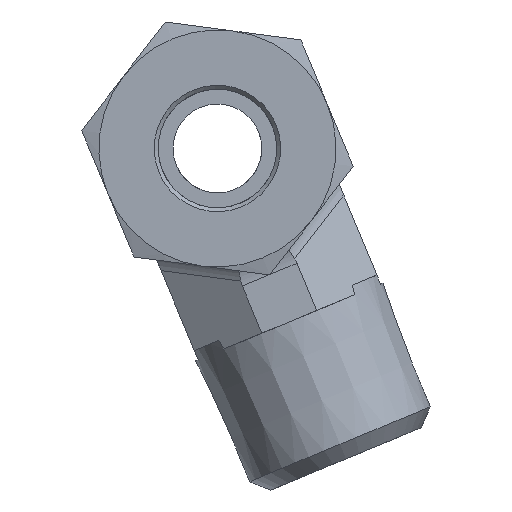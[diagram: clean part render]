
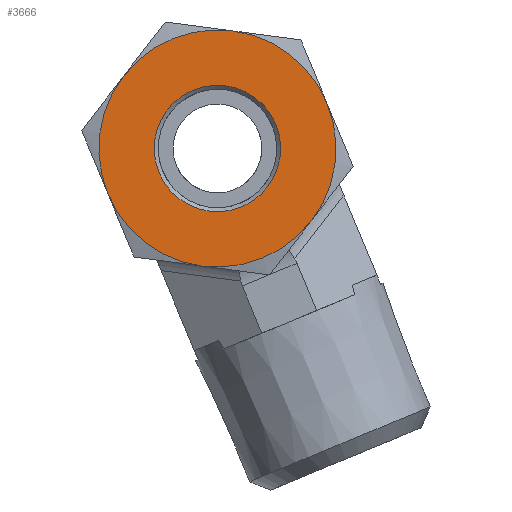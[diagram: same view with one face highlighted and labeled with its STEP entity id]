
A CAD part, front view. The second image highlights one B-rep face of the part: STEP entity #3666.
In plain terms, the highlighted face is planar.
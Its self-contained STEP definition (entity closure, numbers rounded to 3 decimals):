
#3570=CARTESIAN_POINT('',(3.2,0.,11.5));
#3571=VERTEX_POINT('',#3570);
#3572=CARTESIAN_POINT('',(0.0,0.0,11.5));
#3573=DIRECTION('',(0.0,0.0,1.0));
#3574=DIRECTION('',(-1.0,0.0,0.0));
#3575=AXIS2_PLACEMENT_3D('',#3572,#3573,#3574);
#3576=CIRCLE('',#3575,3.2);
#3577=EDGE_CURVE('',#3571,#3571,#3576,.T.);
#3602=CARTESIAN_POINT('',(0.,0.0,11.5));
#3603=DIRECTION('',(0.0,0.0,1.0));
#3604=DIRECTION('',(1.0,0.0,0.0));
#3605=AXIS2_PLACEMENT_3D('',#3602,#3603,#3604);
#3606=PLANE('',#3605);
#3607=CARTESIAN_POINT('',(-3.,-5.196,11.5));
#3608=VERTEX_POINT('',#3607);
#3609=CARTESIAN_POINT('',(3.,-5.196,11.5));
#3610=VERTEX_POINT('',#3609);
#3611=CARTESIAN_POINT('',(0.0,0.0,11.5));
#3612=DIRECTION('',(0.0,0.0,1.0));
#3613=DIRECTION('',(-0.5,-0.866,0.0));
#3614=AXIS2_PLACEMENT_3D('',#3611,#3612,#3613);
#3615=CIRCLE('',#3614,6.);
#3616=EDGE_CURVE('',#3608,#3610,#3615,.T.);
#3617=ORIENTED_EDGE('',*,*,#3616,.T.);
#3618=CARTESIAN_POINT('',(6.0,0.,11.5));
#3619=VERTEX_POINT('',#3618);
#3620=CARTESIAN_POINT('',(0.0,0.0,11.5));
#3621=DIRECTION('',(0.0,0.0,1.0));
#3622=DIRECTION('',(-0.5,-0.866,0.0));
#3623=AXIS2_PLACEMENT_3D('',#3620,#3621,#3622);
#3624=CIRCLE('',#3623,6.);
#3625=EDGE_CURVE('',#3610,#3619,#3624,.T.);
#3626=ORIENTED_EDGE('',*,*,#3625,.T.);
#3627=CARTESIAN_POINT('',(3.0,5.196,11.5));
#3628=VERTEX_POINT('',#3627);
#3629=CARTESIAN_POINT('',(0.0,0.0,11.5));
#3630=DIRECTION('',(0.0,0.0,1.0));
#3631=DIRECTION('',(-0.5,-0.866,0.0));
#3632=AXIS2_PLACEMENT_3D('',#3629,#3630,#3631);
#3633=CIRCLE('',#3632,6.);
#3634=EDGE_CURVE('',#3619,#3628,#3633,.T.);
#3635=ORIENTED_EDGE('',*,*,#3634,.T.);
#3636=CARTESIAN_POINT('',(-3.,5.196,11.5));
#3637=VERTEX_POINT('',#3636);
#3638=CARTESIAN_POINT('',(0.0,0.0,11.5));
#3639=DIRECTION('',(0.0,0.0,1.0));
#3640=DIRECTION('',(-0.5,-0.866,0.0));
#3641=AXIS2_PLACEMENT_3D('',#3638,#3639,#3640);
#3642=CIRCLE('',#3641,6.);
#3643=EDGE_CURVE('',#3628,#3637,#3642,.T.);
#3644=ORIENTED_EDGE('',*,*,#3643,.T.);
#3645=CARTESIAN_POINT('',(-6.,0.0,11.5));
#3646=VERTEX_POINT('',#3645);
#3647=CARTESIAN_POINT('',(0.0,0.0,11.5));
#3648=DIRECTION('',(0.0,0.0,1.0));
#3649=DIRECTION('',(-0.5,-0.866,0.0));
#3650=AXIS2_PLACEMENT_3D('',#3647,#3648,#3649);
#3651=CIRCLE('',#3650,6.);
#3652=EDGE_CURVE('',#3637,#3646,#3651,.T.);
#3653=ORIENTED_EDGE('',*,*,#3652,.T.);
#3654=CARTESIAN_POINT('',(0.0,0.0,11.5));
#3655=DIRECTION('',(0.0,0.0,1.0));
#3656=DIRECTION('',(-0.5,-0.866,0.0));
#3657=AXIS2_PLACEMENT_3D('',#3654,#3655,#3656);
#3658=CIRCLE('',#3657,6.);
#3659=EDGE_CURVE('',#3646,#3608,#3658,.T.);
#3660=ORIENTED_EDGE('',*,*,#3659,.T.);
#3661=EDGE_LOOP('',(#3617,#3626,#3635,#3644,#3653,#3660));
#3662=FACE_OUTER_BOUND('',#3661,.T.);
#3663=ORIENTED_EDGE('',*,*,#3577,.F.);
#3664=EDGE_LOOP('',(#3663));
#3665=FACE_BOUND('',#3664,.T.);
#3666=ADVANCED_FACE('',(#3662,#3665),#3606,.T.);
